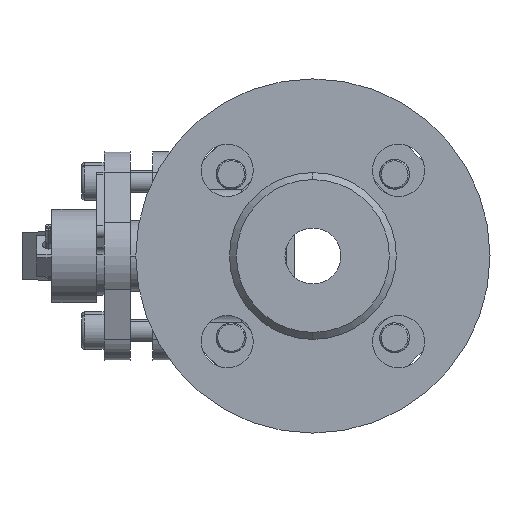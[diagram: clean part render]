
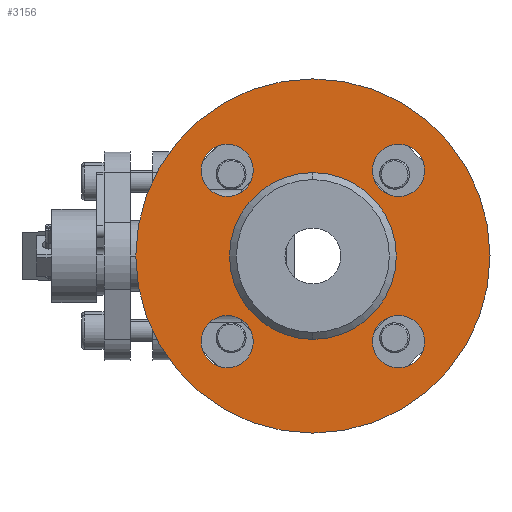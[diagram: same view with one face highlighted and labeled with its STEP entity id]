
A CAD part, left-side view. The second image highlights one B-rep face of the part: STEP entity #3156.
In plain terms, the highlighted planar face has unit normal (-1, 0, 0).
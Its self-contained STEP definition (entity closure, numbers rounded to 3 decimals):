
#189 = AXIS2_PLACEMENT_3D ( 'NONE', #6422, #2607, #11844 ) ;
#292 = EDGE_LOOP ( 'NONE', ( #6821, #3917 ) ) ;
#550 = AXIS2_PLACEMENT_3D ( 'NONE', #5600, #10463, #5053 ) ;
#597 = ORIENTED_EDGE ( 'NONE', *, *, #3669, .F. ) ;
#880 = CARTESIAN_POINT ( 'NONE',  ( -77.596, 22.981, -15.981 ) ) ;
#928 = DIRECTION ( 'NONE',  ( 0., 0., 1. ) ) ;
#931 = CIRCLE ( 'NONE', #550, 22.366 ) ;
#941 = CARTESIAN_POINT ( 'NONE',  ( -77.596, 0., 0. ) ) ;
#1023 = CIRCLE ( 'NONE', #1979, 7. ) ;
#1521 = CIRCLE ( 'NONE', #3429, 7. ) ;
#1555 = DIRECTION ( 'NONE',  ( -1., 0., 0. ) ) ;
#1631 = FACE_BOUND ( 'NONE', #9245, .T. ) ;
#1800 = VERTEX_POINT ( 'NONE', #9780 ) ;
#1904 = DIRECTION ( 'NONE',  ( 0., 0., 1. ) ) ;
#1907 = CIRCLE ( 'NONE', #2294, 22.366 ) ;
#1979 = AXIS2_PLACEMENT_3D ( 'NONE', #10057, #3648, #7298 ) ;
#2043 = ORIENTED_EDGE ( 'NONE', *, *, #11593, .F. ) ;
#2294 = AXIS2_PLACEMENT_3D ( 'NONE', #941, #8311, #1904 ) ;
#2607 = DIRECTION ( 'NONE',  ( -1., 0., 0. ) ) ;
#2806 = DIRECTION ( 'NONE',  ( 0., 0., 1. ) ) ;
#2979 = CIRCLE ( 'NONE', #4622, 47.5 ) ;
#3023 = AXIS2_PLACEMENT_3D ( 'NONE', #4296, #7953, #11616 ) ;
#3025 = ORIENTED_EDGE ( 'NONE', *, *, #7974, .F. ) ;
#3156 = ADVANCED_FACE ( 'NONE', ( #1631, #5158, #4437, #11647, #5277, #8829 ), #3427, .T. ) ;
#3286 = DIRECTION ( 'NONE',  ( -1., 0., 0. ) ) ;
#3294 = DIRECTION ( 'NONE',  ( 0., 0., 1. ) ) ;
#3400 = DIRECTION ( 'NONE',  ( 0., 0., 1. ) ) ;
#3427 = PLANE ( 'NONE',  #5788 ) ;
#3429 = AXIS2_PLACEMENT_3D ( 'NONE', #7841, #3286, #3400 ) ;
#3620 = EDGE_CURVE ( 'NONE', #4217, #4221, #9060, .T. ) ;
#3648 = DIRECTION ( 'NONE',  ( -1., 0., 0. ) ) ;
#3669 = EDGE_CURVE ( 'NONE', #10186, #9706, #1023, .T. ) ;
#3722 = EDGE_CURVE ( 'NONE', #9191, #3838, #8673, .T. ) ;
#3829 = CARTESIAN_POINT ( 'NONE',  ( -77.596, -22.981, -15.981 ) ) ;
#3838 = VERTEX_POINT ( 'NONE', #3829 ) ;
#3917 = ORIENTED_EDGE ( 'NONE', *, *, #11127, .T. ) ;
#4217 = VERTEX_POINT ( 'NONE', #880 ) ;
#4221 = VERTEX_POINT ( 'NONE', #8309 ) ;
#4296 = CARTESIAN_POINT ( 'NONE',  ( -77.596, -22.981, -22.981 ) ) ;
#4437 = FACE_BOUND ( 'NONE', #7603, .T. ) ;
#4450 = VERTEX_POINT ( 'NONE', #5956 ) ;
#4508 = CARTESIAN_POINT ( 'NONE',  ( -77.596, 22.981, 29.981 ) ) ;
#4599 = DIRECTION ( 'NONE',  ( -1., 0., 0. ) ) ;
#4622 = AXIS2_PLACEMENT_3D ( 'NONE', #10105, #6440, #9215 ) ;
#4803 = DIRECTION ( 'NONE',  ( 0., 0., 1. ) ) ;
#5053 = DIRECTION ( 'NONE',  ( 0., 0., 1. ) ) ;
#5094 = DIRECTION ( 'NONE',  ( 0., 0., 1. ) ) ;
#5158 = FACE_BOUND ( 'NONE', #7662, .T. ) ;
#5207 = CARTESIAN_POINT ( 'NONE',  ( -77.596, -22.981, 15.981 ) ) ;
#5277 = FACE_BOUND ( 'NONE', #292, .T. ) ;
#5289 = CARTESIAN_POINT ( 'NONE',  ( -77.596, 0., 22.366 ) ) ;
#5468 = CARTESIAN_POINT ( 'NONE',  ( -77.596, 0., -22.366 ) ) ;
#5496 = CARTESIAN_POINT ( 'NONE',  ( -77.596, -22.981, -22.981 ) ) ;
#5600 = CARTESIAN_POINT ( 'NONE',  ( -77.596, 0., 0. ) ) ;
#5617 = CARTESIAN_POINT ( 'NONE',  ( -77.596, 22.981, -22.981 ) ) ;
#5703 = DIRECTION ( 'NONE',  ( -1., 0., 0. ) ) ;
#5788 = AXIS2_PLACEMENT_3D ( 'NONE', #7074, #9839, #5094 ) ;
#5904 = AXIS2_PLACEMENT_3D ( 'NONE', #10256, #5703, #4803 ) ;
#5941 = CARTESIAN_POINT ( 'NONE',  ( -77.596, -22.981, -29.981 ) ) ;
#5956 = CARTESIAN_POINT ( 'NONE',  ( -77.596, 0., -47.5 ) ) ;
#6300 = CIRCLE ( 'NONE', #6688, 7. ) ;
#6358 = AXIS2_PLACEMENT_3D ( 'NONE', #5496, #11022, #2806 ) ;
#6422 = CARTESIAN_POINT ( 'NONE',  ( -77.596, 22.981, 22.981 ) ) ;
#6440 = DIRECTION ( 'NONE',  ( -1., 0., 0. ) ) ;
#6448 = ORIENTED_EDGE ( 'NONE', *, *, #3620, .F. ) ;
#6472 = CIRCLE ( 'NONE', #5904, 47.5 ) ;
#6668 = EDGE_CURVE ( 'NONE', #1800, #4450, #2979, .T. ) ;
#6688 = AXIS2_PLACEMENT_3D ( 'NONE', #11790, #7094, #928 ) ;
#6821 = ORIENTED_EDGE ( 'NONE', *, *, #8680, .T. ) ;
#6843 = AXIS2_PLACEMENT_3D ( 'NONE', #10719, #1555, #3294 ) ;
#7029 = CIRCLE ( 'NONE', #6843, 7. ) ;
#7074 = CARTESIAN_POINT ( 'NONE',  ( -77.596, 0., 0. ) ) ;
#7094 = DIRECTION ( 'NONE',  ( -1., 0., 0. ) ) ;
#7298 = DIRECTION ( 'NONE',  ( 0., 0., 1. ) ) ;
#7347 = CARTESIAN_POINT ( 'NONE',  ( -77.596, 22.981, 15.981 ) ) ;
#7445 = ORIENTED_EDGE ( 'NONE', *, *, #10579, .T. ) ;
#7522 = ORIENTED_EDGE ( 'NONE', *, *, #6668, .T. ) ;
#7603 = EDGE_LOOP ( 'NONE', ( #9561, #8454 ) ) ;
#7662 = EDGE_LOOP ( 'NONE', ( #6448, #10175 ) ) ;
#7706 = VERTEX_POINT ( 'NONE', #4508 ) ;
#7841 = CARTESIAN_POINT ( 'NONE',  ( -77.596, 22.981, -22.981 ) ) ;
#7953 = DIRECTION ( 'NONE',  ( -1., 0., 0. ) ) ;
#7974 = EDGE_CURVE ( 'NONE', #9706, #10186, #7029, .T. ) ;
#8189 = CIRCLE ( 'NONE', #3023, 7. ) ;
#8204 = DIRECTION ( 'NONE',  ( 0., 0., 1. ) ) ;
#8296 = CARTESIAN_POINT ( 'NONE',  ( -77.596, -22.981, 29.981 ) ) ;
#8309 = CARTESIAN_POINT ( 'NONE',  ( -77.596, 22.981, -29.981 ) ) ;
#8311 = DIRECTION ( 'NONE',  ( 1., 0., 0. ) ) ;
#8367 = EDGE_CURVE ( 'NONE', #3838, #9191, #8189, .T. ) ;
#8454 = ORIENTED_EDGE ( 'NONE', *, *, #3722, .F. ) ;
#8673 = CIRCLE ( 'NONE', #6358, 7. ) ;
#8680 = EDGE_CURVE ( 'NONE', #10200, #8837, #931, .T. ) ;
#8706 = ORIENTED_EDGE ( 'NONE', *, *, #11591, .F. ) ;
#8829 = FACE_OUTER_BOUND ( 'NONE', #11203, .T. ) ;
#8837 = VERTEX_POINT ( 'NONE', #5289 ) ;
#9060 = CIRCLE ( 'NONE', #11548, 7. ) ;
#9191 = VERTEX_POINT ( 'NONE', #5941 ) ;
#9215 = DIRECTION ( 'NONE',  ( 0., 0., 1. ) ) ;
#9245 = EDGE_LOOP ( 'NONE', ( #8706, #2043 ) ) ;
#9372 = CIRCLE ( 'NONE', #189, 7. ) ;
#9561 = ORIENTED_EDGE ( 'NONE', *, *, #8367, .F. ) ;
#9706 = VERTEX_POINT ( 'NONE', #5207 ) ;
#9780 = CARTESIAN_POINT ( 'NONE',  ( -77.596, 0., 47.5 ) ) ;
#9839 = DIRECTION ( 'NONE',  ( -1., 0., 0. ) ) ;
#10057 = CARTESIAN_POINT ( 'NONE',  ( -77.596, -22.981, 22.981 ) ) ;
#10105 = CARTESIAN_POINT ( 'NONE',  ( -77.596, 0., 0. ) ) ;
#10175 = ORIENTED_EDGE ( 'NONE', *, *, #10947, .F. ) ;
#10186 = VERTEX_POINT ( 'NONE', #8296 ) ;
#10200 = VERTEX_POINT ( 'NONE', #5468 ) ;
#10256 = CARTESIAN_POINT ( 'NONE',  ( -77.596, 0., 0. ) ) ;
#10463 = DIRECTION ( 'NONE',  ( 1., 0., 0. ) ) ;
#10579 = EDGE_CURVE ( 'NONE', #4450, #1800, #6472, .T. ) ;
#10719 = CARTESIAN_POINT ( 'NONE',  ( -77.596, -22.981, 22.981 ) ) ;
#10947 = EDGE_CURVE ( 'NONE', #4221, #4217, #1521, .T. ) ;
#11022 = DIRECTION ( 'NONE',  ( -1., 0., 0. ) ) ;
#11095 = VERTEX_POINT ( 'NONE', #7347 ) ;
#11127 = EDGE_CURVE ( 'NONE', #8837, #10200, #1907, .T. ) ;
#11203 = EDGE_LOOP ( 'NONE', ( #7522, #7445 ) ) ;
#11292 = EDGE_LOOP ( 'NONE', ( #597, #3025 ) ) ;
#11548 = AXIS2_PLACEMENT_3D ( 'NONE', #5617, #4599, #8204 ) ;
#11591 = EDGE_CURVE ( 'NONE', #7706, #11095, #9372, .T. ) ;
#11593 = EDGE_CURVE ( 'NONE', #11095, #7706, #6300, .T. ) ;
#11616 = DIRECTION ( 'NONE',  ( 0., 0., 1. ) ) ;
#11647 = FACE_BOUND ( 'NONE', #11292, .T. ) ;
#11790 = CARTESIAN_POINT ( 'NONE',  ( -77.596, 22.981, 22.981 ) ) ;
#11844 = DIRECTION ( 'NONE',  ( 0., 0., 1. ) ) ;
